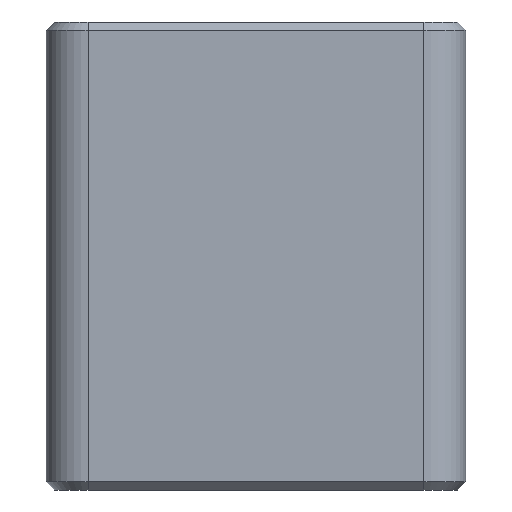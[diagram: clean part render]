
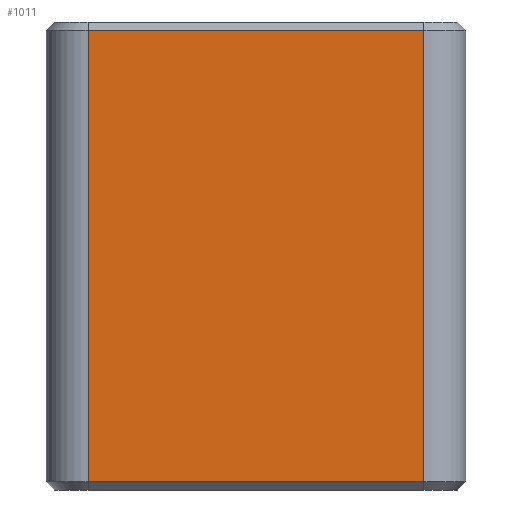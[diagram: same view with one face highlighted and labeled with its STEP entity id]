
A CAD part, left-side view. The second image highlights one B-rep face of the part: STEP entity #1011.
In plain terms, the highlighted planar face has unit normal (-1, 0, 0).
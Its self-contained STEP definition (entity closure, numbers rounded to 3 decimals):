
#53=PLANE('',#1127);
#104=FACE_OUTER_BOUND('',#173,.T.);
#173=EDGE_LOOP('',(#831,#832,#833,#834));
#227=LINE('',#1616,#314);
#246=LINE('',#1663,#333);
#261=LINE('',#1707,#348);
#268=LINE('',#1720,#355);
#314=VECTOR('',#1280,10.);
#333=VECTOR('',#1327,10.);
#348=VECTOR('',#1374,10.);
#355=VECTOR('',#1385,10.);
#468=VERTEX_POINT('',#1608);
#470=VERTEX_POINT('',#1614);
#484=VERTEX_POINT('',#1662);
#497=VERTEX_POINT('',#1701);
#570=EDGE_CURVE('',#470,#468,#227,.T.);
#593=EDGE_CURVE('',#468,#484,#246,.T.);
#616=EDGE_CURVE('',#484,#497,#261,.T.);
#623=EDGE_CURVE('',#497,#470,#268,.T.);
#831=ORIENTED_EDGE('',*,*,#570,.F.);
#832=ORIENTED_EDGE('',*,*,#623,.F.);
#833=ORIENTED_EDGE('',*,*,#616,.F.);
#834=ORIENTED_EDGE('',*,*,#593,.F.);
#1011=ADVANCED_FACE('',(#104),#53,.T.);
#1127=AXIS2_PLACEMENT_3D('',#1721,#1386,#1387);
#1280=DIRECTION('',(0.,-1.,0.));
#1327=DIRECTION('',(0.,0.,-1.));
#1374=DIRECTION('',(0.,1.,0.));
#1385=DIRECTION('',(0.,0.,1.));
#1386=DIRECTION('center_axis',(-1.,0.,0.));
#1387=DIRECTION('ref_axis',(0.,1.,0.));
#1608=CARTESIAN_POINT('',(-22.5,122.,21.9));
#1614=CARTESIAN_POINT('',(-22.5,138.,21.9));
#1616=CARTESIAN_POINT('',(-22.5,125.,21.9));
#1662=CARTESIAN_POINT('',(-22.5,122.,0.4));
#1663=CARTESIAN_POINT('',(-22.5,122.,22.3));
#1701=CARTESIAN_POINT('',(-22.5,138.,0.4));
#1707=CARTESIAN_POINT('',(-22.5,125.,0.4));
#1720=CARTESIAN_POINT('',(-22.5,138.,22.3));
#1721=CARTESIAN_POINT('Origin',(-22.5,120.,22.3));
